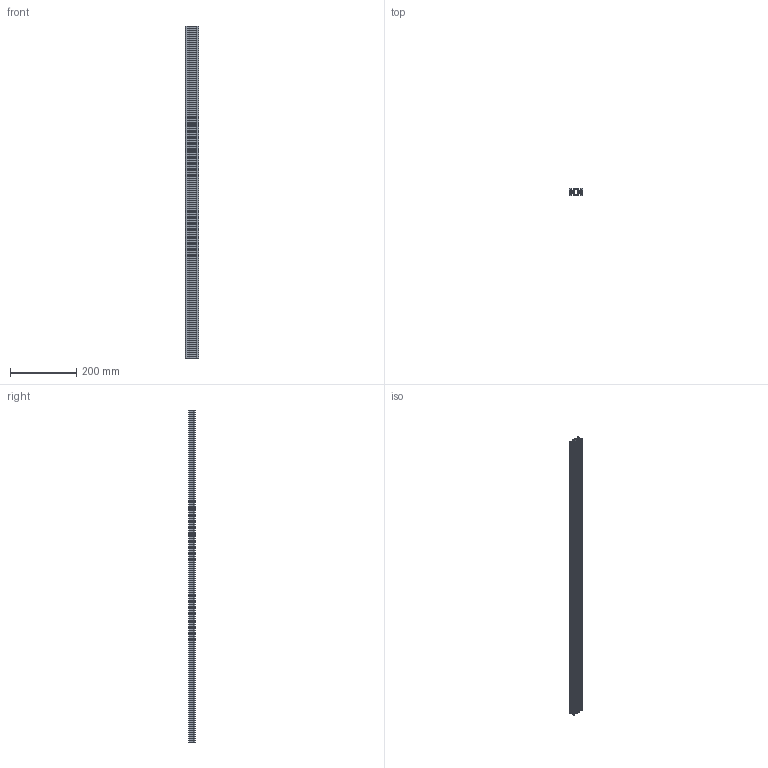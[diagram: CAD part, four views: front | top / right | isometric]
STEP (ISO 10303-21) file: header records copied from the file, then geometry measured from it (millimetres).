
FILE_DESCRIPTION(/* description */ (''),/* implementation_level */ '2;1');
FILE_NAME(/* name */ 'vlot_20x40x1000.stp',/* time_stamp */ '2020-08-25T17:57:58+10:00',/* author */ ('s4393944'),/* organization */ (''),/* preprocessor_version */ 'ST-DEVELOPER v18',/* originating_system */ 'Autodesk Inventor 2020',/* authorisation */ '');
FILE_SCHEMA (('AUTOMOTIVE_DESIGN { 1 0 10303 214 3 1 1 }','TECHNICAL_DATA_PACKAGING'));
Length unit declared in the file: millimetre
Products named in the file (1): AP20x40x1000
Bounding box: 40 x 20 x 1000 mm (x, y, z)
Volume: 318815.5 mm3; surface area: 285020.5 mm2
Topology: 1 solids, 1 shells, 188 faces, 558 edges, 372 vertices
Faces by surface type: plane 98, cylinder 90
Full cylindrical faces by diameter (mm): 5 x2
Entity records: 6395 total; most frequent: CARTESIAN_POINT 1119, ORIENTED_EDGE 1116, DIRECTION 1116, EDGE_CURVE 558, LINE 378, VECTOR 378, VERTEX_POINT 372, AXIS2_PLACEMENT_3D 369
